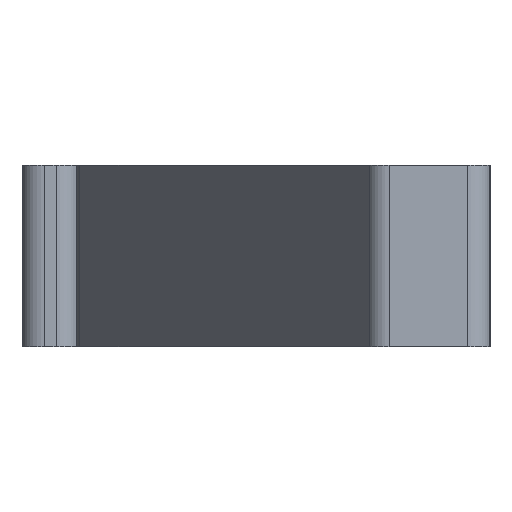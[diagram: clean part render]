
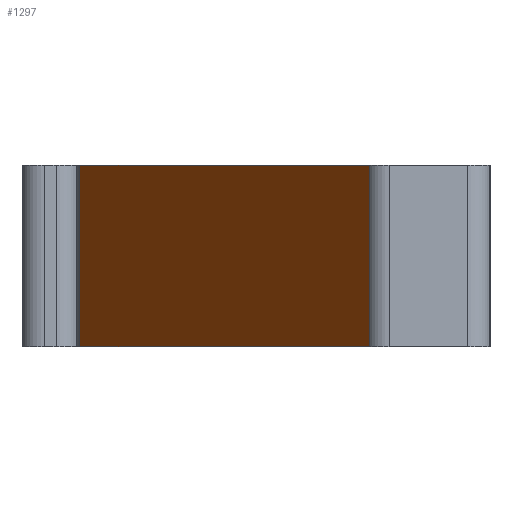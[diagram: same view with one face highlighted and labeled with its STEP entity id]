
A CAD part, left-side view. The second image highlights one B-rep face of the part: STEP entity #1297.
In plain terms, the highlighted planar face has unit normal (-0.523, 0.852, 0).
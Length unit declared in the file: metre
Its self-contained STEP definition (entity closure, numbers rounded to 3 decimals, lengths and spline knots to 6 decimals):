
#40=PLANE('',#1381);
#213=ORIENTED_EDGE('',*,*,#590,.T.);
#214=ORIENTED_EDGE('',*,*,#591,.T.);
#215=ORIENTED_EDGE('',*,*,#592,.F.);
#216=ORIENTED_EDGE('',*,*,#593,.T.);
#590=EDGE_CURVE('',#774,#775,#913,.T.);
#591=EDGE_CURVE('',#775,#776,#914,.F.);
#592=EDGE_CURVE('',#777,#776,#915,.T.);
#593=EDGE_CURVE('',#777,#774,#916,.T.);
#774=VERTEX_POINT('',#2077);
#775=VERTEX_POINT('',#2078);
#776=VERTEX_POINT('',#2080);
#777=VERTEX_POINT('',#2082);
#913=LINE('',#2076,#1046);
#914=LINE('',#2079,#1047);
#915=LINE('',#2081,#1048);
#916=LINE('',#2083,#1049);
#1046=VECTOR('',#1630,1.);
#1047=VECTOR('',#1631,1.);
#1048=VECTOR('',#1632,1.);
#1049=VECTOR('',#1633,1.);
#1115=EDGE_LOOP('',(#213,#214,#215,#216));
#1190=FACE_BOUND('',#1115,.T.);
#1297=ADVANCED_FACE('',(#1190),#40,.F.);
#1381=AXIS2_PLACEMENT_3D('',#2075,#1628,#1629);
#1628=DIRECTION('',(0.523,-0.852,0.));
#1629=DIRECTION('',(0.852,0.523,0.));
#1630=DIRECTION('',(-0.852,-0.523,0.));
#1631=DIRECTION('',(0.,0.,-1.));
#1632=DIRECTION('',(-0.852,-0.523,0.));
#1633=DIRECTION('',(0.,0.,-1.));
#2075=CARTESIAN_POINT('',(-0.01075,0.0116,0.008));
#2076=CARTESIAN_POINT('',(-0.01075,0.0116,0.));
#2077=CARTESIAN_POINT('',(-0.000241,0.018052,0.));
#2078=CARTESIAN_POINT('',(-0.021023,0.005293,0.));
#2079=CARTESIAN_POINT('',(-0.021023,0.005293,0.008));
#2080=CARTESIAN_POINT('',(-0.021023,0.005293,0.008));
#2081=CARTESIAN_POINT('',(-0.01075,0.0116,0.008));
#2082=CARTESIAN_POINT('',(-0.000241,0.018052,0.008));
#2083=CARTESIAN_POINT('',(-0.000241,0.018052,0.008));
